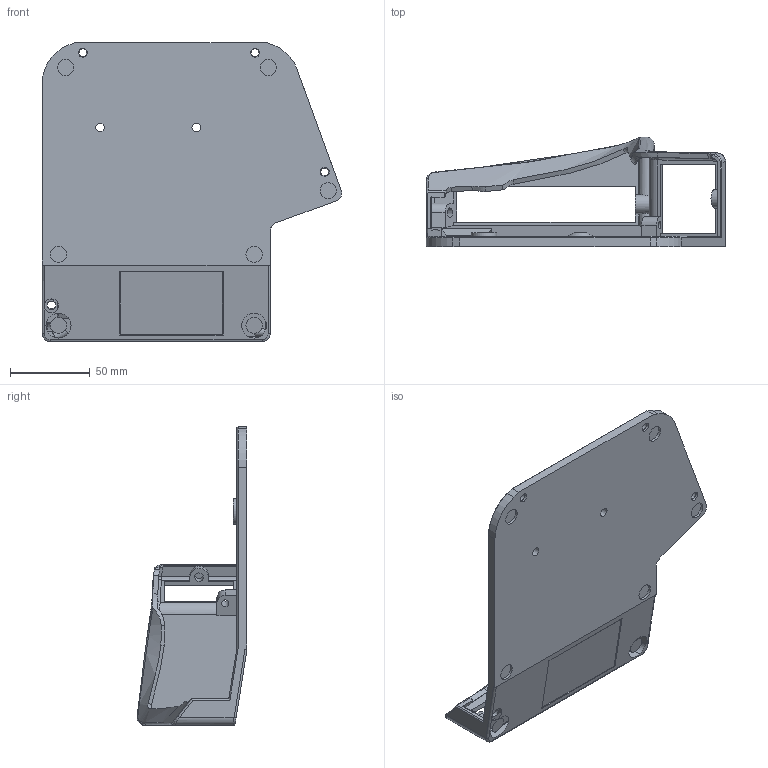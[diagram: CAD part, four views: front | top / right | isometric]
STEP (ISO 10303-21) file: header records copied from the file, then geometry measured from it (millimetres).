
FILE_DESCRIPTION(('FreeCAD Model'),'2;1');
FILE_NAME('Open CASCADE Shape Model','2025-01-19T15:12:33',(''),(''), 'Open CASCADE STEP processor 7.6','FreeCAD','Unknown');
FILE_SCHEMA(('AUTOMOTIVE_DESIGN { 1 0 10303 214 1 1 1 1 }'));
Length unit declared in the file: millimetre
Products named in the file (1): BaseLeftEdited
Bounding box: 187.63 x 68.91 x 187.32 mm (x, y, z)
Volume: 220672.5 mm3; surface area: 90140.7 mm2
Topology: 1 solids, 1 shells, 192 faces, 492 edges, 315 vertices
Faces by surface type: plane 85, cylinder 49, bspline 42, cone 12, sphere 4
Full cylindrical faces by diameter (mm): 4.5 x1, 5.5 x1, 5.588 x7, 5.613 x2, 6 x2, 10.16 x7, 16.103 x1
Entity records: 18395 total; most frequent: CARTESIAN_POINT 9140, DIRECTION 1494, ORIENTED_EDGE 984, PCURVE 984, DEFINITIONAL_REPRESENTATION 984, LINE 889, VECTOR 889, EDGE_CURVE 492
